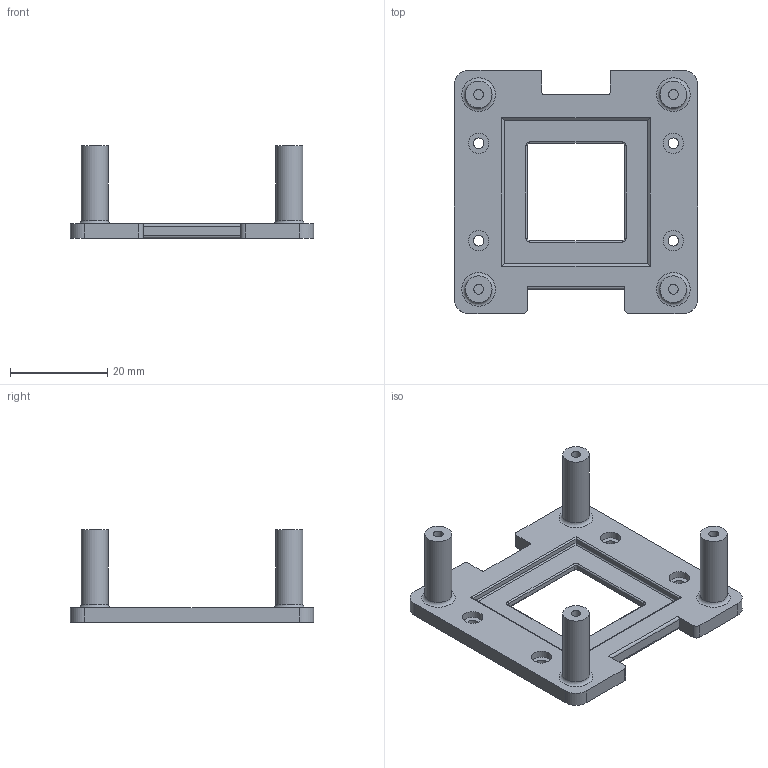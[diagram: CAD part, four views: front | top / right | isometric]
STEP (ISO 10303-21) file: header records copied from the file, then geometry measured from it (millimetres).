
FILE_DESCRIPTION(/* description */ (''),/* implementation_level */ '2;1');
FILE_NAME(/* name */ 'Chassis_top.step',/* time_stamp */ '2025-05-19T21:33:02+02:00',/* author */ (''),/* organization */ (''),/* preprocessor_version */ 'ST-DEVELOPER v20.1',/* originating_system */ 'Autodesk Translation Framework v14.4.0.0',/* authorisation */ '');
FILE_SCHEMA (('AUTOMOTIVE_DESIGN { 1 0 10303 214 3 1 1 }'));
Length unit declared in the file: millimetre
Products named in the file (1): Chassis_top
Bounding box: 50 x 50 x 19 mm (x, y, z)
Volume: 6231.8 mm3; surface area: 6301 mm2
Topology: 1 solids, 1 shells, 95 faces, 216 edges, 136 vertices
Faces by surface type: cylinder 48, plane 35, torus 12
Full cylindrical faces by diameter (mm): 2 x4, 2.2 x4, 4.2 x4, 5.5 x4
Entity records: 2728 total; most frequent: DIRECTION 516, CARTESIAN_POINT 448, ORIENTED_EDGE 432, EDGE_CURVE 216, AXIS2_PLACEMENT_3D 204, VERTEX_POINT 136, EDGE_LOOP 118, LINE 108
